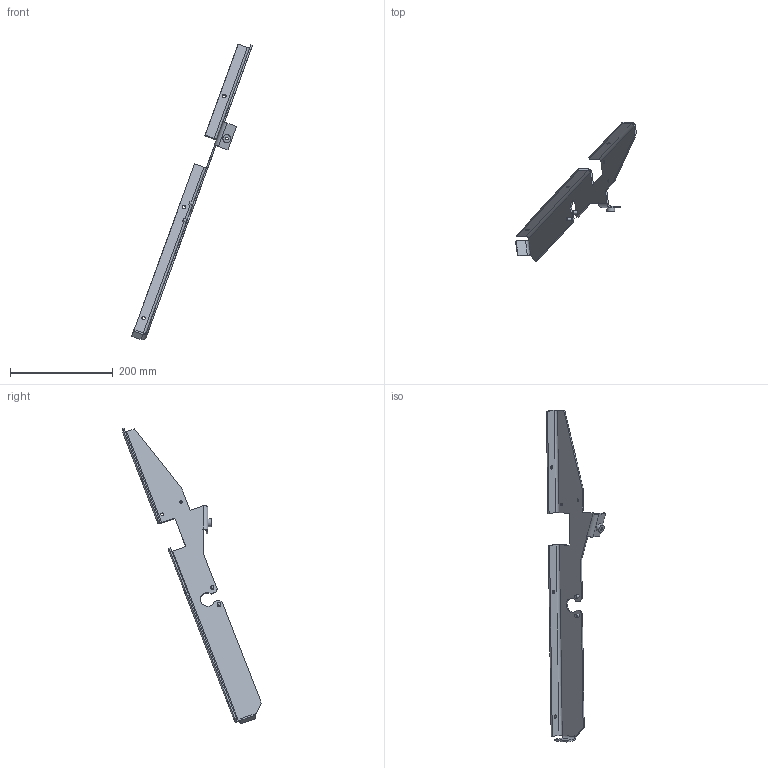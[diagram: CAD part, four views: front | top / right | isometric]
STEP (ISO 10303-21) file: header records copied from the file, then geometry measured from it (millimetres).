
FILE_DESCRIPTION((''),'2;1');
FILE_NAME('Porte_Plaque_Support_Devidoir_Gauche.stp','2010-09-23T16:28:28',('claivier'),(''),'Autodesk Inventor 11','Autodesk Inventor 11','');
FILE_SCHEMA(('AUTOMOTIVE_DESIGN { 1 0 10303 214 1 1 1 1 }'));
Length unit declared in the file: millimetre
Products named in the file (1): Porte_Plaque_Support_Dévidoir_Gauche
Bounding box: 235.72 x 270.63 x 576.7 mm (x, y, z)
Volume: 153702.9 mm3; surface area: 107724.1 mm2
Topology: 1 solids, 1 shells, 62 faces, 171 edges, 114 vertices
Faces by surface type: bspline 55, cylinder 6, plane 1
Full cylindrical faces by diameter (mm): 5.4 x3, 7 x3
Entity records: 2111 total; most frequent: CARTESIAN_POINT 668, ORIENTED_EDGE 320, DIRECTION 212, EDGE_CURVE 160, VECTOR 124, LINE 124, VERTEX_POINT 112, EDGE_LOOP 86
